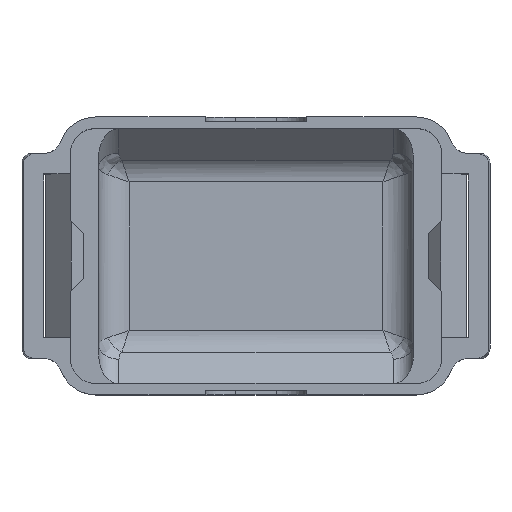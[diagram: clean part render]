
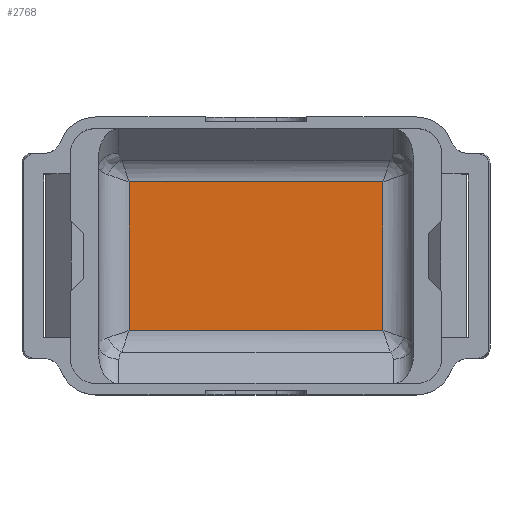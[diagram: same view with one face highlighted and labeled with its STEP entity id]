
A CAD part, top view. The second image highlights one B-rep face of the part: STEP entity #2768.
In plain terms, the highlighted planar face has unit normal (0, 0, 1).
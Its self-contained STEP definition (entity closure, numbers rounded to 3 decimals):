
#316=ORIENTED_EDGE('',*,*,#901,.T.);
#317=ORIENTED_EDGE('',*,*,#902,.T.);
#318=ORIENTED_EDGE('',*,*,#903,.T.);
#319=ORIENTED_EDGE('',*,*,#904,.T.);
#901=EDGE_CURVE('',#1190,#1191,#1377,.T.);
#902=EDGE_CURVE('',#1191,#1192,#1378,.F.);
#903=EDGE_CURVE('',#1192,#1193,#1379,.T.);
#904=EDGE_CURVE('',#1193,#1190,#1380,.F.);
#1190=VERTEX_POINT('',#3889);
#1191=VERTEX_POINT('',#3890);
#1192=VERTEX_POINT('',#3892);
#1193=VERTEX_POINT('',#3894);
#1377=LINE('',#3888,#1565);
#1378=LINE('',#3891,#1566);
#1379=LINE('',#3893,#1567);
#1380=LINE('',#3895,#1568);
#1565=VECTOR('',#3232,1000.);
#1566=VECTOR('',#3233,1000.);
#1567=VECTOR('',#3234,1000.);
#1568=VECTOR('',#3235,1000.);
#1689=EDGE_LOOP('',(#316,#317,#318,#319));
#1805=FACE_BOUND('',#1689,.T.);
#1916=PLANE('',#2906);
#2768=ADVANCED_FACE('',(#1805),#1916,.T.);
#2906=AXIS2_PLACEMENT_3D('',#3887,#3230,#3231);
#3230=DIRECTION('',(0.,0.,1.));
#3231=DIRECTION('',(1.,0.,0.));
#3232=DIRECTION('',(-1.,0.,0.));
#3233=DIRECTION('',(0.,1.,0.));
#3234=DIRECTION('',(1.,0.,0.));
#3235=DIRECTION('',(0.,-1.,0.));
#3887=CARTESIAN_POINT('',(40.,25.,1.5));
#3888=CARTESIAN_POINT('',(40.,32.357,1.5));
#3889=CARTESIAN_POINT('',(52.95,32.357,1.5));
#3890=CARTESIAN_POINT('',(27.85,32.357,1.5));
#3891=CARTESIAN_POINT('',(27.85,25.,1.5));
#3892=CARTESIAN_POINT('',(27.85,17.643,1.5));
#3893=CARTESIAN_POINT('',(40.,17.643,1.5));
#3894=CARTESIAN_POINT('',(52.95,17.643,1.5));
#3895=CARTESIAN_POINT('',(52.95,25.,1.5));
